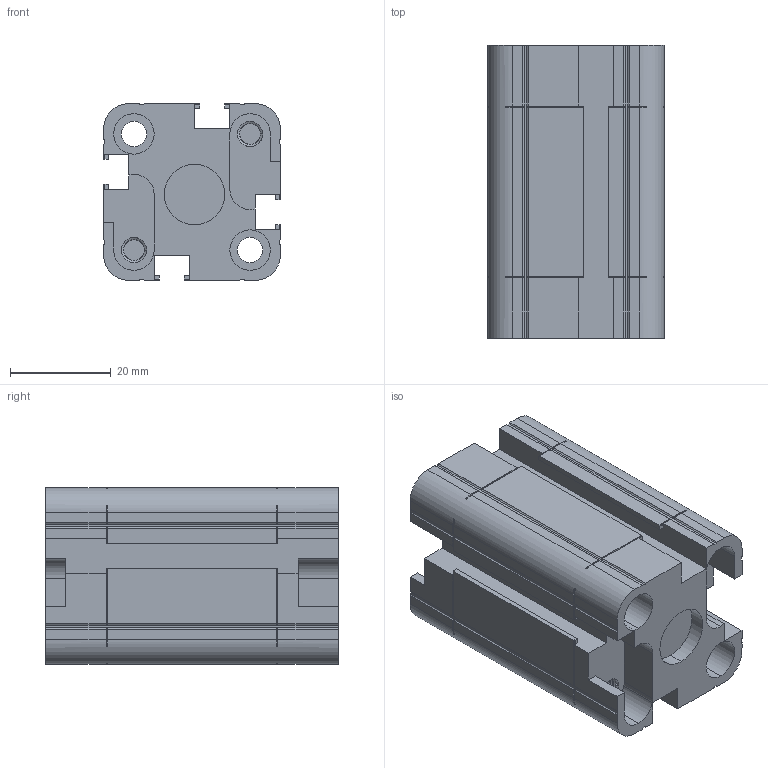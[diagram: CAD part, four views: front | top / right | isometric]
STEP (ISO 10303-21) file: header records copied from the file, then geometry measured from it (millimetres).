
FILE_DESCRIPTION (( 'STEP AP203' ), '1' );
FILE_NAME ('6cm Cylinder_Default_sldprt.STEP', '2023-10-19T05:33:38', ( '' ), ( '' ), 'SwSTEP 2.0', 'SolidWorks 2023', '' );
FILE_SCHEMA (( 'CONFIG_CONTROL_DESIGN' ));
Length unit declared in the file: millimetre
Products named in the file (1): 6cm Cylinder_Default_sldprt
Bounding box: 35 x 58 x 35 mm (x, y, z)
Volume: 45543.3 mm3; surface area: 18695.5 mm2
Topology: 1 solids, 1 shells, 357 faces, 1008 edges, 664 vertices
Faces by surface type: plane 201, cylinder 144, bspline 12
Entity records: 16003 total; most frequent: CARTESIAN_POINT 6926, ORIENTED_EDGE 2016, DIRECTION 1768, EDGE_CURVE 1008, VERTEX_POINT 664, LINE 660, VECTOR 660, AXIS2_PLACEMENT_3D 554
